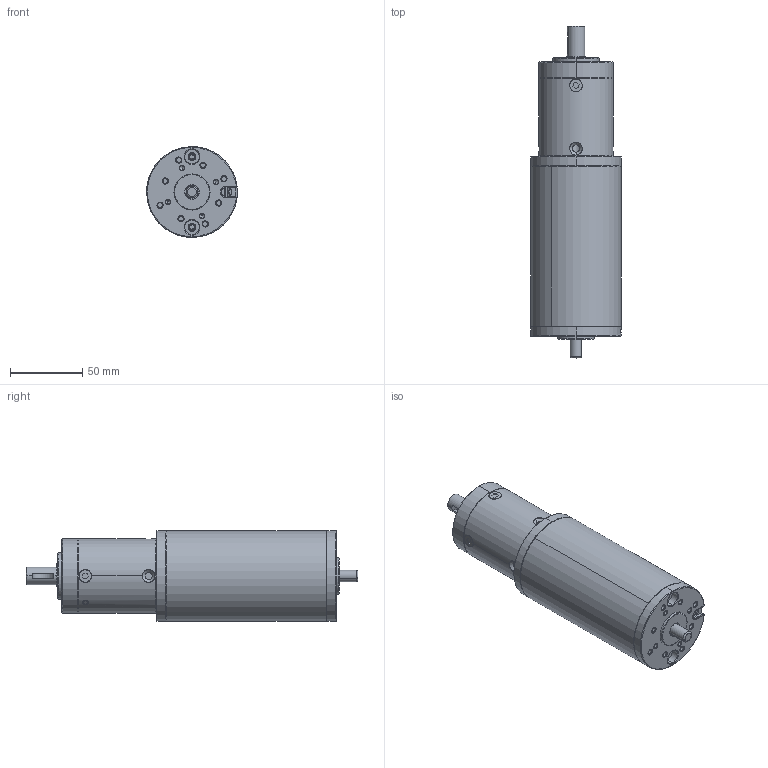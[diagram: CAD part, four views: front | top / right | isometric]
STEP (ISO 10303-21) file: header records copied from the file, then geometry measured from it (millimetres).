
FILE_DESCRIPTION (( 'STEP AP203' ), '1' );
FILE_NAME ('俴陎淕儂.STEP', '2024-08-20T09:18:41', ( '' ), ( '' ), 'SwSTEP 2.0', 'SolidWorks 2017', '' );
FILE_SCHEMA (( 'CONFIG_CONTROL_DESIGN' ));
Length unit declared in the file: millimetre
Products named in the file (21): 幗渀; 熬藻え; 4-11埴翐种; 綴傷裔1; 内齿圈; 盄縐; 俴陎淕儂; 俴陎喘謫-幗渀; 52XMG; 俴陎啣; 坋趼羞麥芛蹟隊; 6688_GB_CONNECTING_PIECE_RING_RRA 12; 俴陎萇儂; 7799_Rolling bearings 61901 GB 276-94; 堤粣; 俴陎喘謫-呿蹋; 裔啣; 蛌赽粣-俴陎; 儂褲; 路え; ヶ傷裔-俴陎
Assembly tree (32 placements, depth 3):
  俴陎淕儂
    52XMG
      裔啣
      堤粣
      7799_Rolling bearings 61901 GB 276-94  x2
      6688_GB_CONNECTING_PIECE_RING_RRA 12
      幗渀  x3
      俴陎喘謫-幗渀  x3
      俴陎啣
      熬藻え
      俴陎喘謫-呿蹋  x3
      内齿圈
      坋趼羞麥芛蹟隊  x4
      4-11埴翐种  x2
      路え
    俴陎萇儂
      ヶ傷裔-俴陎
      儂褲
      綴傷裔1
      盄縐
      蛌赽粣-俴陎
    坋趼羞麥芛蹟隊
Bounding box: 63 x 230.4 x 63 mm (x, y, z)
Volume: 237822.4 mm3; surface area: 135034.8 mm2
Topology: 33 solids, 33 shells, 2991 faces, 8421 edges, 5527 vertices
Faces by surface type: cylinder 1458, plane 688, bspline 684, cone 150, torus 11
Entity records: 65635 total; most frequent: CARTESIAN_POINT 19948, ORIENTED_EDGE 9580, DIRECTION 8584, EDGE_CURVE 4790, AXIS2_PLACEMENT_3D 3386, VERTEX_POINT 3128, CIRCLE 1994, EDGE_LOOP 1862
